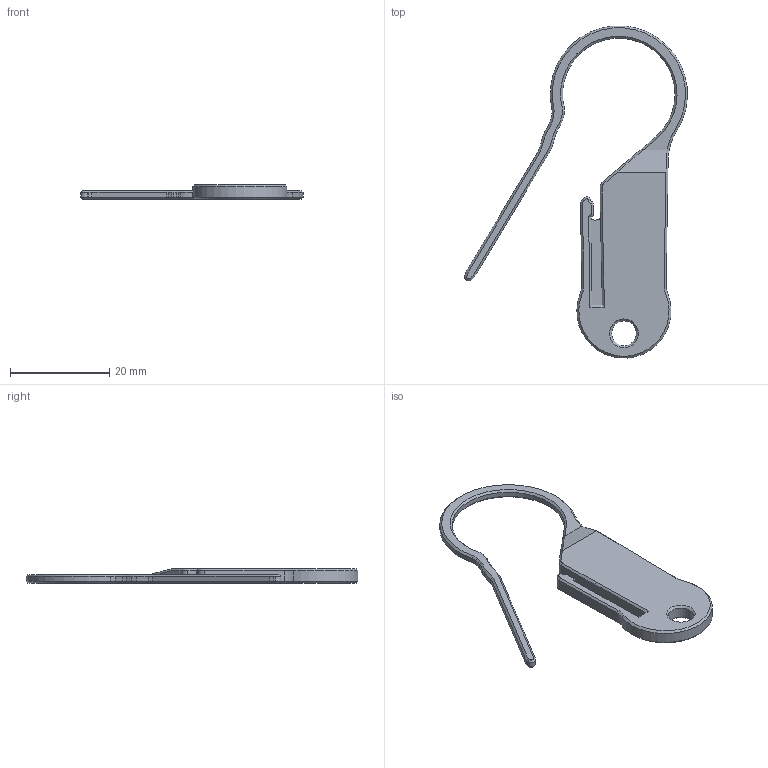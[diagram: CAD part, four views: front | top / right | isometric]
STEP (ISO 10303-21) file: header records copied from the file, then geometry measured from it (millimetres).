
FILE_DESCRIPTION(/* description */ (''),/* implementation_level */ '2;1');
FILE_NAME(/* name */ 'Universal Trolley Coin v4.step',/* time_stamp */ '2025-05-31T11:21:38+02:00',/* author */ (''),/* organization */ (''),/* preprocessor_version */ 'ST-DEVELOPER v20.1',/* originating_system */ 'Autodesk Translation Framework v14.10.0.0',/* authorisation */ '');
FILE_SCHEMA (('AUTOMOTIVE_DESIGN { 1 0 10303 214 3 1 1 }'));
Length unit declared in the file: millimetre
Products named in the file (1): Universal Trolley Coin v4
Bounding box: 44.9 x 66.97 x 3 mm (x, y, z)
Volume: 2059.2 mm3; surface area: 2391.9 mm2
Topology: 1 solids, 1 shells, 228 faces, 572 edges, 353 vertices
Faces by surface type: plane 157, bspline 28, cone 28, cylinder 15
Full cylindrical faces by diameter (mm): 5 x1
Entity records: 7039 total; most frequent: CARTESIAN_POINT 1739, ORIENTED_EDGE 1144, DIRECTION 974, EDGE_CURVE 572, LINE 448, VECTOR 448, VERTEX_POINT 353, AXIS2_PLACEMENT_3D 263
